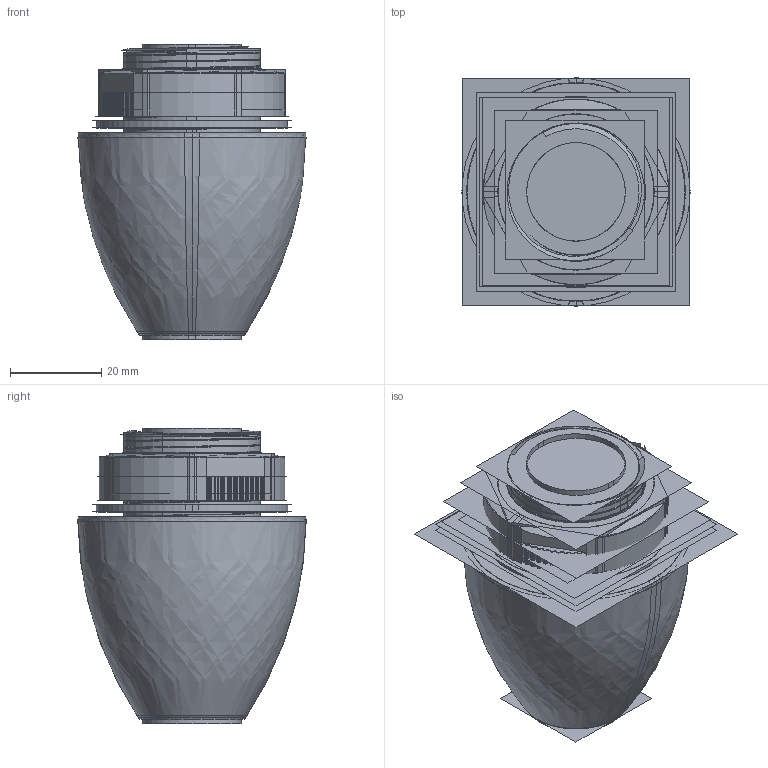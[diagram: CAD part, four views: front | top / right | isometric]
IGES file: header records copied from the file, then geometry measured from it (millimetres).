
Start section:  PTC IGES file: 200648.igs
Global section: file name: 200648.igs; native system: Creo Parametric by PTC Inc.; preprocessor: 2016260; author: PDMAdmin; organization: Unknown; date: 20170621.115013; units: millimetre
Bounding box: 49.99 x 49.99 x 64.58 mm (x, y, z)
Volume: 58272.1 mm3; surface area: 220699.7 mm2
Topology: 3 solids, 4 shells, 790 faces, 4248 edges, 5417 vertices
Faces by surface type: revolution 426, bspline 364
